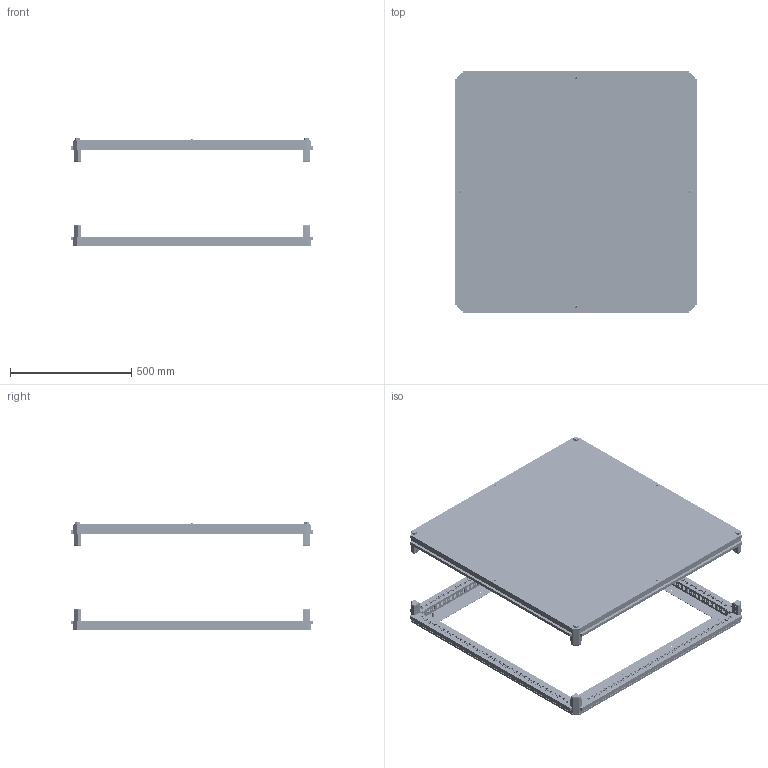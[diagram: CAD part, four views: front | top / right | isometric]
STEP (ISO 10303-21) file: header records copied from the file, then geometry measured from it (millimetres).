
FILE_DESCRIPTION (( 'STEP AP203' ), '1' );
FILE_NAME ('FO-00-KOF-100-100 FORMAT Êðûøà è îñíîâàíèå (ïîä ôëàíåö) 1000õ1000 IEK.STEP', '2024-07-29T16:46:57', ( '' ), ( '' ), 'SwSTEP 2.0', 'SolidWorks 2022', '' );
FILE_SCHEMA (( 'CONFIG_CONTROL_DESIGN' ));
Products named in the file (1): FO-00-KOF-100-100 FORMAT Крыша и основание (под фланец) 1000х1000 IEK
Bounding box: 1000.11 x 1000.11 x 444.4 mm (x, y, z)
Volume: 5268548 mm3; surface area: 5229863.2 mm2
Topology: 67 solids, 67 shells, 7484 faces, 20656 edges, 13496 vertices
Faces by surface type: plane 4384, cylinder 2400, bspline 344, cone 332, torus 16, sphere 8
Entity records: 253577 total; most frequent: CARTESIAN_POINT 60597, ORIENTED_EDGE 41200, DIRECTION 37454, EDGE_CURVE 20600, VECTOR 13588, LINE 13588, VERTEX_POINT 13480, AXIS2_PLACEMENT_3D 11933
